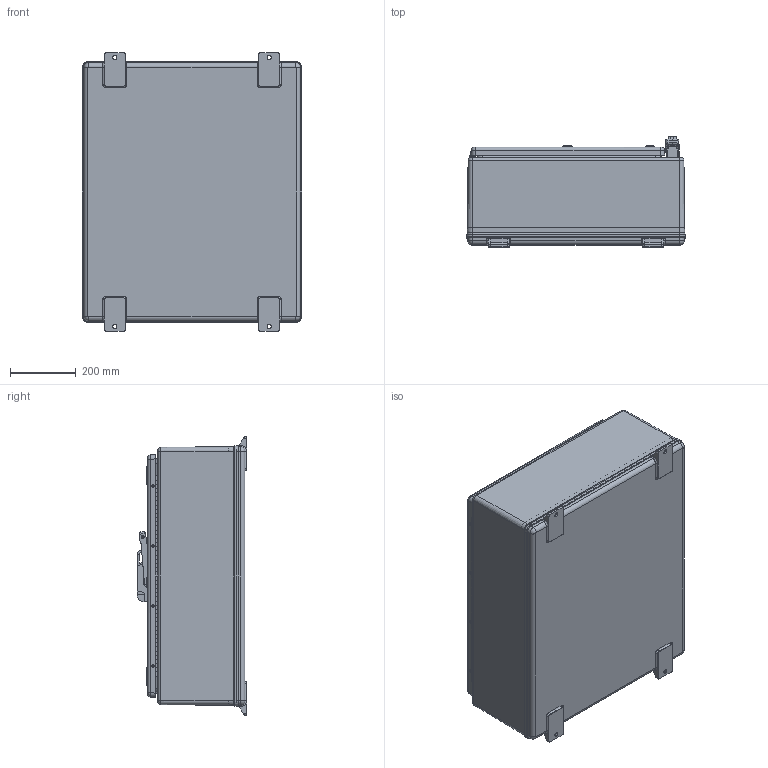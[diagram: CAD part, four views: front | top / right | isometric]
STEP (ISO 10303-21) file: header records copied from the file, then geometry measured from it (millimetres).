
FILE_DESCRIPTION (( 'STEP AP214' ), '1' );
FILE_NAME ('FD3024.STEP', '2019-07-09T20:33:10', ( '' ), ( '' ), 'SwSTEP 2.0', 'SolidWorks 2018', '' );
FILE_SCHEMA (( 'AUTOMOTIVE_DESIGN' ));
Length unit declared in the file: inch
Products named in the file (1): FD3024
Bounding box: 668.34 x 334.96 x 848.61 mm (x, y, z)
Volume: 12221806.2 mm3; surface area: 5143325.9 mm2
Topology: 93 solids, 93 shells, 2777 faces, 6889 edges, 4401 vertices
Faces by surface type: plane 1378, cylinder 784, cone 420, bspline 149, torus 46
Full cylindrical faces by diameter (mm): 3.175 x49, 3.302 x4, 3.454 x1, 3.683 x2, 3.81 x13, 4.064 x4, 4.343 x4, 4.369 x4, 4.572 x1, 4.762 x5, 4.763 x19, 4.775 x1, 4.826 x4, 5.08 x7, 5.232 x6, 5.537 x4, 5.944 x1, 6.35 x4, 6.477 x2, 6.528 x10, 6.858 x2, 6.985 x50, 7.137 x8, 7.62 x10, 7.798 x4, 7.925 x13, 9.068 x4, 9.492 x72, 9.525 x7, 11 x4
Entity records: 87734 total; most frequent: CARTESIAN_POINT 25359, DIRECTION 12392, ORIENTED_EDGE 11744, EDGE_CURVE 5872, AXIS2_PLACEMENT_3D 4466, VERTEX_POINT 4086, EDGE_LOOP 3920, LINE 3460
